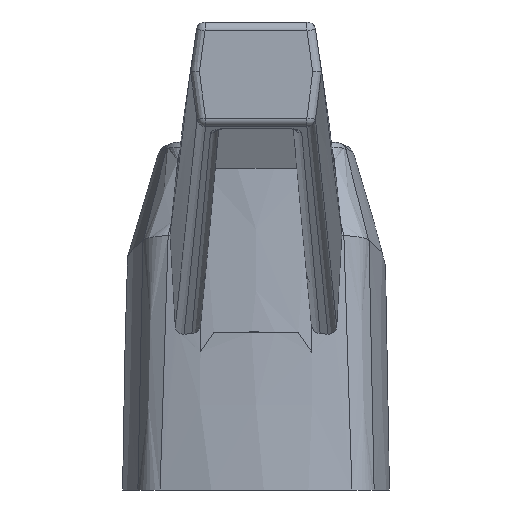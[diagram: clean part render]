
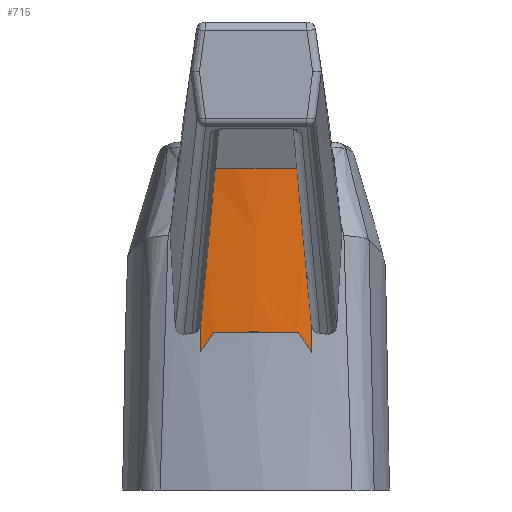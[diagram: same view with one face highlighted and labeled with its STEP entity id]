
A CAD part, left-side view. The second image highlights one B-rep face of the part: STEP entity #715.
In plain terms, the highlighted free-form (B-spline) face has degree [3, 3] with [6, 4] control points.
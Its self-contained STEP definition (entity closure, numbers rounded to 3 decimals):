
#715 = ADVANCED_FACE( '', ( #1459 ), #1460, .F. );
#1459 = FACE_OUTER_BOUND( '', #7863, .T. );
#1460 = B_SPLINE_SURFACE_WITH_KNOTS( '', 3, 3, ( ( #7864, #7865, #7866, #7867 ), ( #7868, #7869, #7870, #7871 ), ( #7872, #7873, #7874, #7875 ), ( #7876, #7877, #7878, #7879 ), ( #7880, #7881, #7882, #7883 ), ( #7884, #7885, #7886, #7887 ) ), .UNSPECIFIED., .F., .F., .F., ( 4, 2, 4 ), ( 4, 4 ), ( 0., 0.5, 1. ), ( 0., 1. ), .UNSPECIFIED. );
#7863 = EDGE_LOOP( '', ( #10288, #10289, #10290, #10291, #10292, #10293 ) );
#7864 = CARTESIAN_POINT( '', ( -14.9, -6.408, 0. ) );
#7865 = CARTESIAN_POINT( '', ( -14.792, -6.382, 12.306 ) );
#7866 = CARTESIAN_POINT( '', ( -14.684, -6.357, 24.613 ) );
#7867 = CARTESIAN_POINT( '', ( -14.576, -6.331, 36.919 ) );
#7868 = CARTESIAN_POINT( '', ( -15.288, -4.296, 0. ) );
#7869 = CARTESIAN_POINT( '', ( -15.17, -4.278, 12.327 ) );
#7870 = CARTESIAN_POINT( '', ( -15.052, -4.26, 24.653 ) );
#7871 = CARTESIAN_POINT( '', ( -14.933, -4.241, 36.98 ) );
#7872 = CARTESIAN_POINT( '', ( -15.484, -2.149, 0. ) );
#7873 = CARTESIAN_POINT( '', ( -15.361, -2.139, 12.337 ) );
#7874 = CARTESIAN_POINT( '', ( -15.237, -2.13, 24.673 ) );
#7875 = CARTESIAN_POINT( '', ( -15.113, -2.121, 37.01 ) );
#7876 = CARTESIAN_POINT( '', ( -15.485, 2.146, 0. ) );
#7877 = CARTESIAN_POINT( '', ( -15.361, 2.138, 12.337 ) );
#7878 = CARTESIAN_POINT( '', ( -15.237, 2.129, 24.673 ) );
#7879 = CARTESIAN_POINT( '', ( -15.113, 2.121, 37.01 ) );
#7880 = CARTESIAN_POINT( '', ( -15.289, 4.294, 0. ) );
#7881 = CARTESIAN_POINT( '', ( -15.17, 4.276, 12.327 ) );
#7882 = CARTESIAN_POINT( '', ( -15.052, 4.259, 24.653 ) );
#7883 = CARTESIAN_POINT( '', ( -14.933, 4.241, 36.98 ) );
#7884 = CARTESIAN_POINT( '', ( -14.9, 6.406, 0. ) );
#7885 = CARTESIAN_POINT( '', ( -14.792, 6.381, 12.306 ) );
#7886 = CARTESIAN_POINT( '', ( -14.684, 6.356, 24.613 ) );
#7887 = CARTESIAN_POINT( '', ( -14.576, 6.331, 36.919 ) );
#10288 = ORIENTED_EDGE( '', *, *, #11093, .T. );
#10289 = ORIENTED_EDGE( '', *, *, #11212, .T. );
#10290 = ORIENTED_EDGE( '', *, *, #11091, .T. );
#10291 = ORIENTED_EDGE( '', *, *, #11149, .T. );
#10292 = ORIENTED_EDGE( '', *, *, #11310, .T. );
#10293 = ORIENTED_EDGE( '', *, *, #11289, .F. );
#11091 = EDGE_CURVE( '', #12259, #12257, #12260, .T. );
#11093 = EDGE_CURVE( '', #12263, #12261, #12264, .T. );
#11149 = EDGE_CURVE( '', #12257, #12329, #12331, .F. );
#11212 = EDGE_CURVE( '', #12261, #12259, #12401, .T. );
#11289 = EDGE_CURVE( '', #12263, #12481, #12482, .F. );
#11310 = EDGE_CURVE( '', #12329, #12481, #12505, .F. );
#12257 = VERTEX_POINT( '', #15471 );
#12259 = VERTEX_POINT( '', #15476 );
#12260 = B_SPLINE_CURVE_WITH_KNOTS( '', 3, ( #15477, #15478, #15479, #15480 ), .UNSPECIFIED., .F., .F., ( 4, 4 ), ( 0.016, 0.019 ), .UNSPECIFIED. );
#12261 = VERTEX_POINT( '', #15481 );
#12263 = VERTEX_POINT( '', #15490 );
#12264 = B_SPLINE_CURVE_WITH_KNOTS( '', 3, ( #15491, #15492, #15493, #15494 ), .UNSPECIFIED., .F., .F., ( 4, 4 ), ( 0., 0.003 ), .UNSPECIFIED. );
#12329 = VERTEX_POINT( '', #15689 );
#12331 = B_SPLINE_CURVE_WITH_KNOTS( '', 3, ( #15692, #15693, #15694, #15695 ), .UNSPECIFIED., .F., .F., ( 4, 4 ), ( 0., 0.57 ), .UNSPECIFIED. );
#12401 = B_SPLINE_CURVE_WITH_KNOTS( '', 3, ( #15971, #15972, #15973, #15974, #15975, #15976 ), .UNSPECIFIED., .F., .F., ( 4, 2, 4 ), ( 0.002, 0.006, 0.011 ), .UNSPECIFIED. );
#12481 = VERTEX_POINT( '', #16118 );
#12482 = B_SPLINE_CURVE_WITH_KNOTS( '', 3, ( #16119, #16120, #16121, #16122 ), .UNSPECIFIED., .F., .F., ( 4, 4 ), ( 0., 0.57 ), .UNSPECIFIED. );
#12505 = B_SPLINE_CURVE_WITH_KNOTS( '', 3, ( #16157, #16158, #16159, #16160, #16161, #16162 ), .UNSPECIFIED., .F., .F., ( 4, 2, 4 ), ( 0., 0.5, 1. ), .UNSPECIFIED. );
#15471 = CARTESIAN_POINT( '', ( -14.761, -6.375, 15.867 ) );
#15476 = CARTESIAN_POINT( '', ( -14.979, -4.843, 18.085 ) );
#15477 = CARTESIAN_POINT( '', ( -14.979, -4.843, 18.085 ) );
#15478 = CARTESIAN_POINT( '', ( -14.917, -5.358, 17.348 ) );
#15479 = CARTESIAN_POINT( '', ( -14.845, -5.863, 16.604 ) );
#15480 = CARTESIAN_POINT( '', ( -14.761, -6.375, 15.867 ) );
#15481 = CARTESIAN_POINT( '', ( -14.979, 4.843, 18.085 ) );
#15490 = CARTESIAN_POINT( '', ( -14.761, 6.374, 15.869 ) );
#15491 = CARTESIAN_POINT( '', ( -14.761, 6.374, 15.869 ) );
#15492 = CARTESIAN_POINT( '', ( -14.845, 5.862, 16.606 ) );
#15493 = CARTESIAN_POINT( '', ( -14.917, 5.358, 17.349 ) );
#15494 = CARTESIAN_POINT( '', ( -14.979, 4.843, 18.085 ) );
#15689 = CARTESIAN_POINT( '', ( -14.576, -6.331, 36.919 ) );
#15692 = CARTESIAN_POINT( '', ( -14.576, -6.331, 36.919 ) );
#15693 = CARTESIAN_POINT( '', ( -14.638, -6.345, 29.902 ) );
#15694 = CARTESIAN_POINT( '', ( -14.699, -6.36, 22.884 ) );
#15695 = CARTESIAN_POINT( '', ( -14.761, -6.375, 15.867 ) );
#15971 = CARTESIAN_POINT( '', ( -14.979, 4.843, 18.085 ) );
#15972 = CARTESIAN_POINT( '', ( -15.194, 3.238, 18.145 ) );
#15973 = CARTESIAN_POINT( '', ( -15.302, 1.617, 18.175 ) );
#15974 = CARTESIAN_POINT( '', ( -15.302, -1.628, 18.175 ) );
#15975 = CARTESIAN_POINT( '', ( -15.194, -3.24, 18.145 ) );
#15976 = CARTESIAN_POINT( '', ( -14.979, -4.843, 18.085 ) );
#16118 = CARTESIAN_POINT( '', ( -14.576, 6.331, 36.919 ) );
#16119 = CARTESIAN_POINT( '', ( -14.576, 6.331, 36.919 ) );
#16120 = CARTESIAN_POINT( '', ( -14.638, 6.345, 29.903 ) );
#16121 = CARTESIAN_POINT( '', ( -14.699, 6.359, 22.886 ) );
#16122 = CARTESIAN_POINT( '', ( -14.761, 6.374, 15.869 ) );
#16157 = CARTESIAN_POINT( '', ( -14.576, 6.331, 36.919 ) );
#16158 = CARTESIAN_POINT( '', ( -14.933, 4.241, 36.98 ) );
#16159 = CARTESIAN_POINT( '', ( -15.113, 2.121, 37.01 ) );
#16160 = CARTESIAN_POINT( '', ( -15.113, -2.121, 37.01 ) );
#16161 = CARTESIAN_POINT( '', ( -14.933, -4.241, 36.98 ) );
#16162 = CARTESIAN_POINT( '', ( -14.576, -6.331, 36.919 ) );
